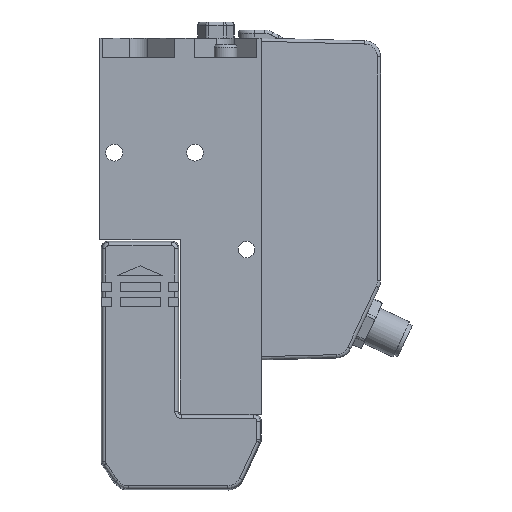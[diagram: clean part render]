
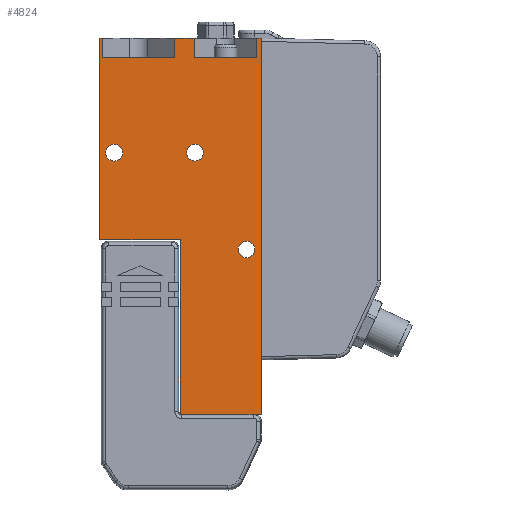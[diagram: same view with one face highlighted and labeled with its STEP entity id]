
A CAD part, top view. The second image highlights one B-rep face of the part: STEP entity #4824.
In plain terms, the highlighted planar face has unit normal (0, 0, 1).
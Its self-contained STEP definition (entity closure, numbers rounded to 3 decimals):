
#50=FACE_BOUND('',#791,.T.);
#51=FACE_BOUND('',#792,.T.);
#52=FACE_BOUND('',#793,.T.);
#216=PLANE('',#5338);
#493=FACE_OUTER_BOUND('',#790,.T.);
#790=EDGE_LOOP('',(#4338,#4339,#4340,#4341,#4342,#4343,#4344,#4345,#4346,
#4347,#4348,#4349,#4350,#4351,#4352,#4353));
#791=EDGE_LOOP('',(#4354));
#792=EDGE_LOOP('',(#4355));
#793=EDGE_LOOP('',(#4356));
#961=CIRCLE('',#5327,2.6);
#962=CIRCLE('',#5329,2.6);
#963=CIRCLE('',#5331,2.6);
#1114=LINE('',#7603,#1550);
#1248=LINE('',#7960,#1684);
#1251=LINE('',#7968,#1687);
#1254=LINE('',#7976,#1690);
#1362=LINE('',#8540,#1798);
#1364=LINE('',#8547,#1800);
#1366=LINE('',#8550,#1802);
#1376=LINE('',#8571,#1812);
#1378=LINE('',#8576,#1814);
#1380=LINE('',#8579,#1816);
#1392=LINE('',#8628,#1828);
#1393=LINE('',#8630,#1829);
#1395=LINE('',#8634,#1831);
#1396=LINE('',#8637,#1832);
#1398=LINE('',#8640,#1834);
#1399=LINE('',#8642,#1835);
#1550=VECTOR('',#5763,10.);
#1684=VECTOR('',#6159,10.);
#1687=VECTOR('',#6164,10.);
#1690=VECTOR('',#6169,10.);
#1798=VECTOR('',#6639,10.);
#1800=VECTOR('',#6647,10.);
#1802=VECTOR('',#6651,10.);
#1812=VECTOR('',#6673,10.);
#1814=VECTOR('',#6679,10.);
#1816=VECTOR('',#6683,10.);
#1828=VECTOR('',#6741,10.);
#1829=VECTOR('',#6744,10.);
#1831=VECTOR('',#6748,10.);
#1832=VECTOR('',#6751,10.);
#1834=VECTOR('',#6755,10.);
#1835=VECTOR('',#6758,10.);
#2078=VERTEX_POINT('',#7600);
#2079=VERTEX_POINT('',#7602);
#2162=VERTEX_POINT('',#7957);
#2163=VERTEX_POINT('',#7959);
#2166=VERTEX_POINT('',#7965);
#2167=VERTEX_POINT('',#7967);
#2170=VERTEX_POINT('',#7973);
#2171=VERTEX_POINT('',#7975);
#2270=VERTEX_POINT('',#8352);
#2284=VERTEX_POINT('',#8463);
#2301=VERTEX_POINT('',#8538);
#2303=VERTEX_POINT('',#8546);
#2308=VERTEX_POINT('',#8569);
#2309=VERTEX_POINT('',#8575);
#2321=VERTEX_POINT('',#8616);
#2322=VERTEX_POINT('',#8620);
#2323=VERTEX_POINT('',#8624);
#2324=VERTEX_POINT('',#8632);
#2325=VERTEX_POINT('',#8636);
#2567=EDGE_CURVE('',#2079,#2078,#1114,.T.);
#2735=EDGE_CURVE('',#2163,#2162,#1248,.T.);
#2739=EDGE_CURVE('',#2167,#2166,#1251,.T.);
#2743=EDGE_CURVE('',#2171,#2170,#1254,.T.);
#2951=EDGE_CURVE('',#2170,#2301,#1362,.T.);
#2954=EDGE_CURVE('',#2303,#2167,#1364,.T.);
#2956=EDGE_CURVE('',#2301,#2303,#1366,.T.);
#2967=EDGE_CURVE('',#2166,#2308,#1376,.T.);
#2969=EDGE_CURVE('',#2309,#2163,#1378,.T.);
#2971=EDGE_CURVE('',#2308,#2309,#1380,.T.);
#2989=EDGE_CURVE('',#2321,#2321,#961,.T.);
#2991=EDGE_CURVE('',#2322,#2322,#962,.T.);
#2993=EDGE_CURVE('',#2323,#2323,#963,.T.);
#2995=EDGE_CURVE('',#2270,#2284,#1392,.T.);
#2996=EDGE_CURVE('',#2284,#2171,#1393,.T.);
#2998=EDGE_CURVE('',#2078,#2324,#1395,.T.);
#2999=EDGE_CURVE('',#2325,#2079,#1396,.T.);
#3001=EDGE_CURVE('',#2162,#2325,#1398,.T.);
#3002=EDGE_CURVE('',#2324,#2270,#1399,.T.);
#4338=ORIENTED_EDGE('',*,*,#2954,.T.);
#4339=ORIENTED_EDGE('',*,*,#2739,.T.);
#4340=ORIENTED_EDGE('',*,*,#2967,.T.);
#4341=ORIENTED_EDGE('',*,*,#2971,.T.);
#4342=ORIENTED_EDGE('',*,*,#2969,.T.);
#4343=ORIENTED_EDGE('',*,*,#2735,.T.);
#4344=ORIENTED_EDGE('',*,*,#3001,.T.);
#4345=ORIENTED_EDGE('',*,*,#2999,.T.);
#4346=ORIENTED_EDGE('',*,*,#2567,.T.);
#4347=ORIENTED_EDGE('',*,*,#2998,.T.);
#4348=ORIENTED_EDGE('',*,*,#3002,.T.);
#4349=ORIENTED_EDGE('',*,*,#2995,.T.);
#4350=ORIENTED_EDGE('',*,*,#2996,.T.);
#4351=ORIENTED_EDGE('',*,*,#2743,.T.);
#4352=ORIENTED_EDGE('',*,*,#2951,.T.);
#4353=ORIENTED_EDGE('',*,*,#2956,.T.);
#4354=ORIENTED_EDGE('',*,*,#2989,.T.);
#4355=ORIENTED_EDGE('',*,*,#2991,.T.);
#4356=ORIENTED_EDGE('',*,*,#2993,.T.);
#4824=ADVANCED_FACE('',(#493,#50,#51,#52),#216,.T.);
#5327=AXIS2_PLACEMENT_3D('',#8617,#6726,#6727);
#5329=AXIS2_PLACEMENT_3D('',#8621,#6731,#6732);
#5331=AXIS2_PLACEMENT_3D('',#8625,#6736,#6737);
#5338=AXIS2_PLACEMENT_3D('',#8643,#6759,#6760);
#5763=DIRECTION('',(0.,-1.,0.));
#6159=DIRECTION('',(-1.,0.,0.));
#6164=DIRECTION('',(-1.,0.,0.));
#6169=DIRECTION('',(-1.,0.,0.));
#6639=DIRECTION('',(0.,-1.,0.));
#6647=DIRECTION('',(0.,1.,0.));
#6651=DIRECTION('',(-1.,0.,0.));
#6673=DIRECTION('',(0.,-1.,0.));
#6679=DIRECTION('',(0.,1.,0.));
#6683=DIRECTION('',(-1.,0.,0.));
#6726=DIRECTION('center_axis',(0.,0.,-1.));
#6727=DIRECTION('ref_axis',(-1.,0.,0.));
#6731=DIRECTION('center_axis',(0.,0.,-1.));
#6732=DIRECTION('ref_axis',(-1.,0.,0.));
#6736=DIRECTION('center_axis',(0.,0.,-1.));
#6737=DIRECTION('ref_axis',(-1.,0.,0.));
#6741=DIRECTION('',(0.,1.,0.));
#6744=DIRECTION('',(0.,1.,0.));
#6748=DIRECTION('',(1.,0.,0.));
#6751=DIRECTION('',(1.,0.,0.));
#6755=DIRECTION('',(0.,-1.,0.));
#6758=DIRECTION('',(0.,1.,0.));
#6759=DIRECTION('center_axis',(0.,0.,1.));
#6760=DIRECTION('ref_axis',(1.,0.,0.));
#7600=CARTESIAN_POINT('',(-25.,0.,25.));
#7602=CARTESIAN_POINT('',(-25.,54.,25.));
#7603=CARTESIAN_POINT('',(-25.,54.,25.));
#7957=CARTESIAN_POINT('',(-50.,116.5,25.));
#7959=CARTESIAN_POINT('',(-49.157,116.5,25.));
#7960=CARTESIAN_POINT('',(0.,116.5,25.));
#7965=CARTESIAN_POINT('',(-26.843,116.5,25.));
#7967=CARTESIAN_POINT('',(-20.657,116.5,25.));
#7968=CARTESIAN_POINT('',(0.,116.5,25.));
#7973=CARTESIAN_POINT('',(-1.343,116.5,25.));
#7975=CARTESIAN_POINT('',(0.,116.5,25.));
#7976=CARTESIAN_POINT('',(0.,116.5,25.));
#8352=CARTESIAN_POINT('',(0.,17.8,25.));
#8463=CARTESIAN_POINT('',(0.,115.49,25.));
#8538=CARTESIAN_POINT('',(-1.343,110.5,25.));
#8540=CARTESIAN_POINT('',(-1.343,92.235,25.));
#8546=CARTESIAN_POINT('',(-20.657,110.5,25.));
#8547=CARTESIAN_POINT('',(-20.657,92.235,25.));
#8550=CARTESIAN_POINT('',(3.055,110.5,25.));
#8569=CARTESIAN_POINT('',(-26.843,110.5,25.));
#8571=CARTESIAN_POINT('',(-26.843,92.235,25.));
#8575=CARTESIAN_POINT('',(-49.157,110.5,25.));
#8576=CARTESIAN_POINT('',(-49.157,92.235,25.));
#8579=CARTESIAN_POINT('',(-10.445,110.5,25.));
#8616=CARTESIAN_POINT('',(-17.9,81.,25.));
#8617=CARTESIAN_POINT('Origin',(-20.5,81.,25.));
#8620=CARTESIAN_POINT('',(-42.9,81.,25.));
#8621=CARTESIAN_POINT('Origin',(-45.5,81.,25.));
#8624=CARTESIAN_POINT('',(-1.9,51.,25.));
#8625=CARTESIAN_POINT('Origin',(-4.5,51.,25.));
#8628=CARTESIAN_POINT('',(0.,33.985,25.));
#8630=CARTESIAN_POINT('',(0.,33.985,25.));
#8632=CARTESIAN_POINT('',(0.,0.,25.));
#8634=CARTESIAN_POINT('',(-25.,0.,25.));
#8636=CARTESIAN_POINT('',(-50.,54.,25.));
#8637=CARTESIAN_POINT('',(-50.,54.,25.));
#8640=CARTESIAN_POINT('',(-50.,116.5,25.));
#8642=CARTESIAN_POINT('',(0.,0.,25.));
#8643=CARTESIAN_POINT('Origin',(17.109,67.97,25.));
